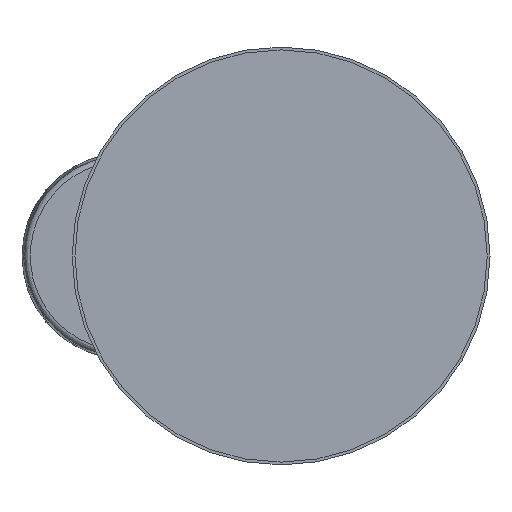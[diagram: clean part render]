
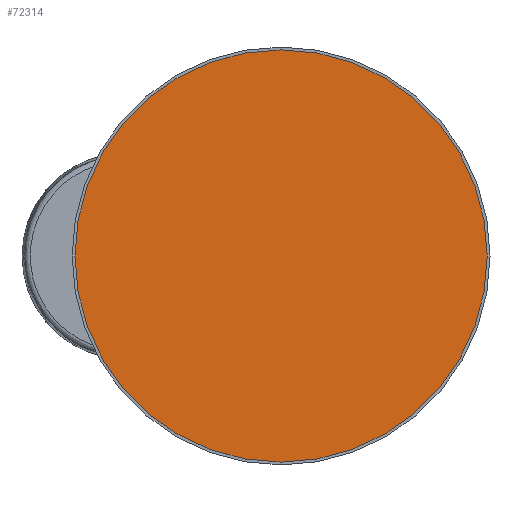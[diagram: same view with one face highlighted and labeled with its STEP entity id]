
A CAD part, left-side view. The second image highlights one B-rep face of the part: STEP entity #72314.
In plain terms, the highlighted planar face has unit normal (-1, 0, 0).
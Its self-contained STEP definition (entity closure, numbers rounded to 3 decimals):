
#260 = ORIENTED_EDGE ( 'NONE', *, *, #24716, .T. ) ;
#8122 = CARTESIAN_POINT ( 'NONE',  ( -13., 0., -37. ) ) ;
#20268 = CIRCLE ( 'NONE', #29394, 37. ) ;
#20512 = DIRECTION ( 'NONE',  ( 1., 0., 0. ) ) ;
#20548 = DIRECTION ( 'NONE',  ( 0., 0., 1. ) ) ;
#21107 = DIRECTION ( 'NONE',  ( -1., 0., 0. ) ) ;
#24716 = EDGE_CURVE ( 'NONE', #52169, #25345, #51924, .T. ) ;
#25345 = VERTEX_POINT ( 'NONE', #28998 ) ;
#28399 = CARTESIAN_POINT ( 'NONE',  ( -13., 0., 0. ) ) ;
#28998 = CARTESIAN_POINT ( 'NONE',  ( -13., 0., 37. ) ) ;
#29394 = AXIS2_PLACEMENT_3D ( 'NONE', #28399, #59986, #73229 ) ;
#34557 = AXIS2_PLACEMENT_3D ( 'NONE', #59296, #20512, #59574 ) ;
#36006 = FACE_OUTER_BOUND ( 'NONE', #46105, .T. ) ;
#43573 = ORIENTED_EDGE ( 'NONE', *, *, #64366, .T. ) ;
#46105 = EDGE_LOOP ( 'NONE', ( #43573, #260 ) ) ;
#51924 = CIRCLE ( 'NONE', #61404, 37. ) ;
#52169 = VERTEX_POINT ( 'NONE', #8122 ) ;
#52981 = PLANE ( 'NONE',  #34557 ) ;
#59296 = CARTESIAN_POINT ( 'NONE',  ( -13., 32.125, 0. ) ) ;
#59574 = DIRECTION ( 'NONE',  ( 0., 0., -1. ) ) ;
#59986 = DIRECTION ( 'NONE',  ( -1., 0., 0. ) ) ;
#60462 = CARTESIAN_POINT ( 'NONE',  ( -13., 0., 0. ) ) ;
#61404 = AXIS2_PLACEMENT_3D ( 'NONE', #60462, #21107, #20548 ) ;
#64366 = EDGE_CURVE ( 'NONE', #25345, #52169, #20268, .T. ) ;
#72314 = ADVANCED_FACE ( 'NONE', ( #36006 ), #52981, .F. ) ;
#73229 = DIRECTION ( 'NONE',  ( 0., 0., 1. ) ) ;
